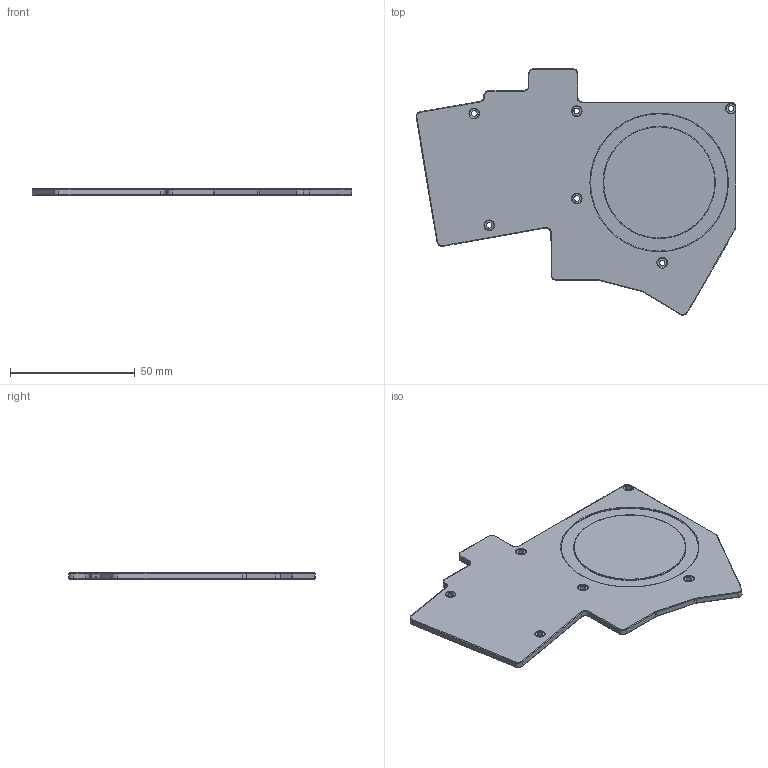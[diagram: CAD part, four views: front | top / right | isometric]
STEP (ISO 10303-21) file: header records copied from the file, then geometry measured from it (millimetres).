
FILE_DESCRIPTION(/* description */ ('STEP AP242','CAx-IF Rec.Pracs.---Representation and Presentation of Product Manufacturing Information (PMI)---4.0---2014-10-13','CAx-IF Rec.Pracs.---3D Tessellated Geometry---0.4---2014-09-14','2;1'),/* implementation_level */ '2;1');
FILE_NAME(/* name */ '668592cec9ab536bbbb126a6',/* time_stamp */ '2024-07-03T18:05:05Z',/* author */ (''),/* organization */ (''),/* preprocessor_version */ 'ST-DEVELOPER v20',/* originating_system */ ' ',/* authorisation */ ' ');
FILE_SCHEMA (('AP242_MANAGED_MODEL_BASED_3D_ENGINEERING_MIM_LF { 1 0 10303 442 1 1 4 }'));
Length unit declared in the file: metre
Products named in the file (2): split36_r2.0 1; split36_r2.0_PCB
Assembly tree (1 placements, depth 2):
  split36_r2.0 1
    split36_r2.0_PCB
Bounding box: 128.06 x 98.72 x 2.5 mm (x, y, z)
Volume: 20231.5 mm3; surface area: 18147.2 mm2
Topology: 1 solids, 1 shells, 163 faces, 396 edges, 249 vertices
Faces by surface type: cylinder 67, torus 62, plane 34
Entity records: 4956 total; most frequent: DIRECTION 934, CARTESIAN_POINT 919, ORIENTED_EDGE 792, AXIS2_PLACEMENT_3D 409, EDGE_CURVE 396, VERTEX_POINT 249, CIRCLE 242, EDGE_LOOP 189
